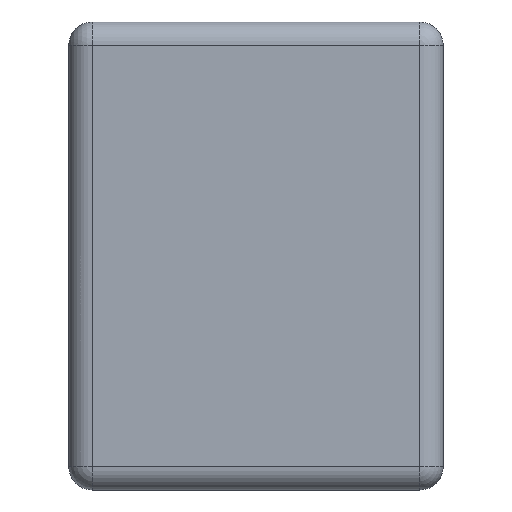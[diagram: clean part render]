
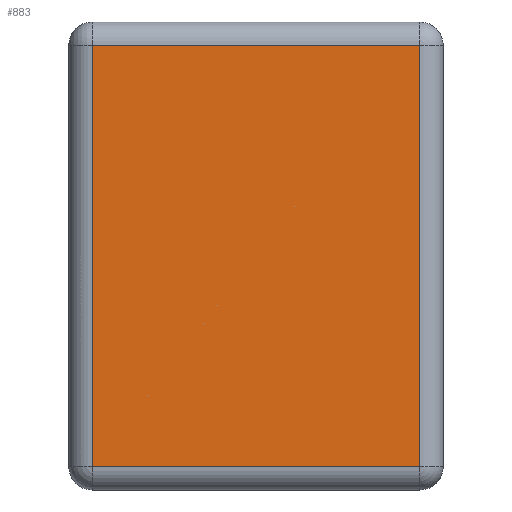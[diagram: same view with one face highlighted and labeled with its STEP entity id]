
A CAD part, left-side view. The second image highlights one B-rep face of the part: STEP entity #883.
In plain terms, the highlighted planar face has unit normal (-1, 0, 0).
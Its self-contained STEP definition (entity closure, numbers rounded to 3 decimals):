
#19 = CARTESIAN_POINT ( 'NONE',  ( -1., 0.063, -0.562 ) ) ;
#21 = EDGE_LOOP ( 'NONE', ( #667, #214, #499, #1172 ) ) ;
#66 = EDGE_CURVE ( 'NONE', #899, #1188, #836, .T. ) ;
#72 = DIRECTION ( 'NONE',  ( 0., 0., -1. ) ) ;
#99 = AXIS2_PLACEMENT_3D ( 'NONE', #485, #1090, #72 ) ;
#123 = DIRECTION ( 'NONE',  ( 0., 1., 0. ) ) ;
#153 = CARTESIAN_POINT ( 'NONE',  ( -1., 1., -0.562 ) ) ;
#165 = LINE ( 'NONE', #751, #403 ) ;
#214 = ORIENTED_EDGE ( 'NONE', *, *, #66, .T. ) ;
#285 = DIRECTION ( 'NONE',  ( 0., 0., 1. ) ) ;
#403 = VECTOR ( 'NONE', #557, 1000. ) ;
#440 = EDGE_CURVE ( 'NONE', #1188, #870, #587, .T. ) ;
#485 = CARTESIAN_POINT ( 'NONE',  ( -1., 1., 0.625 ) ) ;
#497 = VERTEX_POINT ( 'NONE', #507 ) ;
#499 = ORIENTED_EDGE ( 'NONE', *, *, #440, .T. ) ;
#507 = CARTESIAN_POINT ( 'NONE',  ( -1., 0.938, 0.563 ) ) ;
#517 = LINE ( 'NONE', #901, #552 ) ;
#544 = DIRECTION ( 'NONE',  ( 0., -1., 0. ) ) ;
#552 = VECTOR ( 'NONE', #123, 1000. ) ;
#557 = DIRECTION ( 'NONE',  ( 0., 0., -1. ) ) ;
#573 = FACE_OUTER_BOUND ( 'NONE', #21, .T. ) ;
#587 = LINE ( 'NONE', #660, #1182 ) ;
#599 = EDGE_CURVE ( 'NONE', #870, #497, #517, .T. ) ;
#660 = CARTESIAN_POINT ( 'NONE',  ( -1., 0.063, 0.625 ) ) ;
#667 = ORIENTED_EDGE ( 'NONE', *, *, #1276, .T. ) ;
#751 = CARTESIAN_POINT ( 'NONE',  ( -1., 0.938, 0.625 ) ) ;
#836 = LINE ( 'NONE', #153, #1110 ) ;
#870 = VERTEX_POINT ( 'NONE', #967 ) ;
#883 = ADVANCED_FACE ( 'NONE', ( #573 ), #960, .F. ) ;
#899 = VERTEX_POINT ( 'NONE', #1224 ) ;
#901 = CARTESIAN_POINT ( 'NONE',  ( -1., 1., 0.563 ) ) ;
#960 = PLANE ( 'NONE',  #99 ) ;
#967 = CARTESIAN_POINT ( 'NONE',  ( -1., 0.063, 0.563 ) ) ;
#1090 = DIRECTION ( 'NONE',  ( 1., 0., 0. ) ) ;
#1110 = VECTOR ( 'NONE', #544, 1000. ) ;
#1172 = ORIENTED_EDGE ( 'NONE', *, *, #599, .T. ) ;
#1182 = VECTOR ( 'NONE', #285, 1000. ) ;
#1188 = VERTEX_POINT ( 'NONE', #19 ) ;
#1224 = CARTESIAN_POINT ( 'NONE',  ( -1., 0.938, -0.562 ) ) ;
#1276 = EDGE_CURVE ( 'NONE', #497, #899, #165, .T. ) ;
